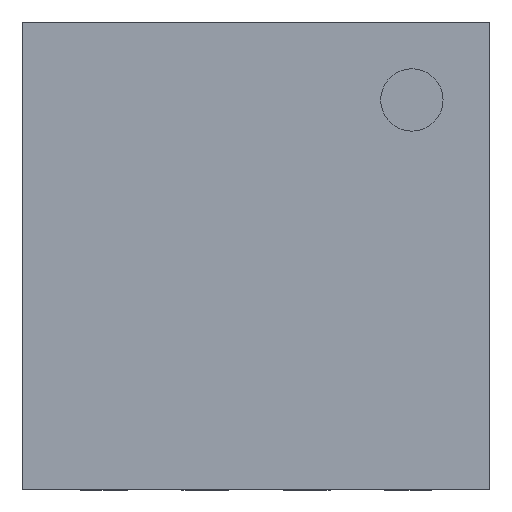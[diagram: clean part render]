
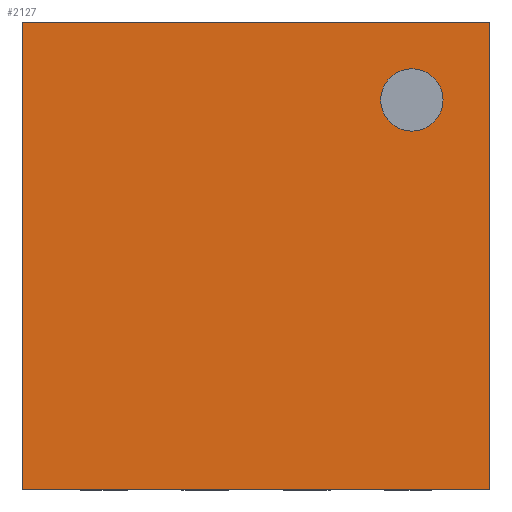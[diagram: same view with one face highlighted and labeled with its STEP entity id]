
A CAD part, top view. The second image highlights one B-rep face of the part: STEP entity #2127.
In plain terms, the highlighted planar face has unit normal (0, 0, 1).
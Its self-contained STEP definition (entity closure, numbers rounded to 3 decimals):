
#8 = AXIS2_PLACEMENT_3D ( 'NONE', #1083, #2730, #1325 ) ;
#54 = VECTOR ( 'NONE', #1997, 1000. ) ;
#87 = VERTEX_POINT ( 'NONE', #1131 ) ;
#104 = DIRECTION ( 'NONE',  ( 1., 0., 0. ) ) ;
#129 = EDGE_CURVE ( 'NONE', #1617, #87, #1202, .T. ) ;
#199 = EDGE_CURVE ( 'NONE', #1243, #1326, #571, .T. ) ;
#202 = VECTOR ( 'NONE', #104, 1000. ) ;
#223 = DIRECTION ( 'NONE',  ( 1., 0., 0. ) ) ;
#248 = DIRECTION ( 'NONE',  ( -1., 0., 0. ) ) ;
#305 = CARTESIAN_POINT ( 'NONE',  ( -1.5, 1.5, 0.9 ) ) ;
#330 = VECTOR ( 'NONE', #552, 1000. ) ;
#389 = EDGE_CURVE ( 'NONE', #87, #1858, #2607, .T. ) ;
#503 = AXIS2_PLACEMENT_3D ( 'NONE', #1223, #2867, #1457 ) ;
#552 = DIRECTION ( 'NONE',  ( 0., 1., 0. ) ) ;
#571 = CIRCLE ( 'NONE', #8, 0.2 ) ;
#576 = ORIENTED_EDGE ( 'NONE', *, *, #2986, .T. ) ;
#1011 = LINE ( 'NONE', #1245, #330 ) ;
#1026 = ORIENTED_EDGE ( 'NONE', *, *, #1031, .F. ) ;
#1031 = EDGE_CURVE ( 'NONE', #1326, #1243, #1670, .T. ) ;
#1073 = ORIENTED_EDGE ( 'NONE', *, *, #1092, .T. ) ;
#1081 = CARTESIAN_POINT ( 'NONE',  ( 1.2, 1., 0.9 ) ) ;
#1083 = CARTESIAN_POINT ( 'NONE',  ( 1., 1., 0.9 ) ) ;
#1092 = EDGE_CURVE ( 'NONE', #1858, #2012, #1011, .T. ) ;
#1116 = PLANE ( 'NONE',  #2131 ) ;
#1131 = CARTESIAN_POINT ( 'NONE',  ( -1.5, -1.5, 0.9 ) ) ;
#1159 = CARTESIAN_POINT ( 'NONE',  ( -1.5, 1.5, 0.9 ) ) ;
#1202 = LINE ( 'NONE', #305, #54 ) ;
#1206 = VECTOR ( 'NONE', #248, 1000. ) ;
#1207 = EDGE_LOOP ( 'NONE', ( #1026, #2699 ) ) ;
#1223 = CARTESIAN_POINT ( 'NONE',  ( 1., 1., 0.9 ) ) ;
#1243 = VERTEX_POINT ( 'NONE', #1282 ) ;
#1245 = CARTESIAN_POINT ( 'NONE',  ( 1.5, 1.5, 0.9 ) ) ;
#1282 = CARTESIAN_POINT ( 'NONE',  ( 0.8, 1., 0.9 ) ) ;
#1325 = DIRECTION ( 'NONE',  ( 1., 0., 0. ) ) ;
#1326 = VERTEX_POINT ( 'NONE', #1081 ) ;
#1457 = DIRECTION ( 'NONE',  ( 1., 0., 0. ) ) ;
#1593 = DIRECTION ( 'NONE',  ( 0., 0., 1. ) ) ;
#1617 = VERTEX_POINT ( 'NONE', #2683 ) ;
#1638 = FACE_BOUND ( 'NONE', #1207, .T. ) ;
#1670 = CIRCLE ( 'NONE', #503, 0.2 ) ;
#1696 = CARTESIAN_POINT ( 'NONE',  ( -1.5, -1.5, 0.9 ) ) ;
#1702 = FACE_OUTER_BOUND ( 'NONE', #2616, .T. ) ;
#1765 = ORIENTED_EDGE ( 'NONE', *, *, #129, .T. ) ;
#1826 = LINE ( 'NONE', #1159, #1206 ) ;
#1858 = VERTEX_POINT ( 'NONE', #2522 ) ;
#1997 = DIRECTION ( 'NONE',  ( 0., -1., 0. ) ) ;
#2012 = VERTEX_POINT ( 'NONE', #2509 ) ;
#2021 = ORIENTED_EDGE ( 'NONE', *, *, #389, .T. ) ;
#2127 = ADVANCED_FACE ( 'NONE', ( #1638, #1702 ), #1116, .T. ) ;
#2131 = AXIS2_PLACEMENT_3D ( 'NONE', #3012, #1593, #223 ) ;
#2509 = CARTESIAN_POINT ( 'NONE',  ( 1.5, 1.5, 0.9 ) ) ;
#2522 = CARTESIAN_POINT ( 'NONE',  ( 1.5, -1.5, 0.9 ) ) ;
#2607 = LINE ( 'NONE', #1696, #202 ) ;
#2616 = EDGE_LOOP ( 'NONE', ( #1765, #2021, #1073, #576 ) ) ;
#2683 = CARTESIAN_POINT ( 'NONE',  ( -1.5, 1.5, 0.9 ) ) ;
#2699 = ORIENTED_EDGE ( 'NONE', *, *, #199, .F. ) ;
#2730 = DIRECTION ( 'NONE',  ( 0., 0., 1. ) ) ;
#2867 = DIRECTION ( 'NONE',  ( 0., 0., 1. ) ) ;
#2986 = EDGE_CURVE ( 'NONE', #2012, #1617, #1826, .T. ) ;
#3012 = CARTESIAN_POINT ( 'NONE',  ( -1.5, -1.5, 0.9 ) ) ;
